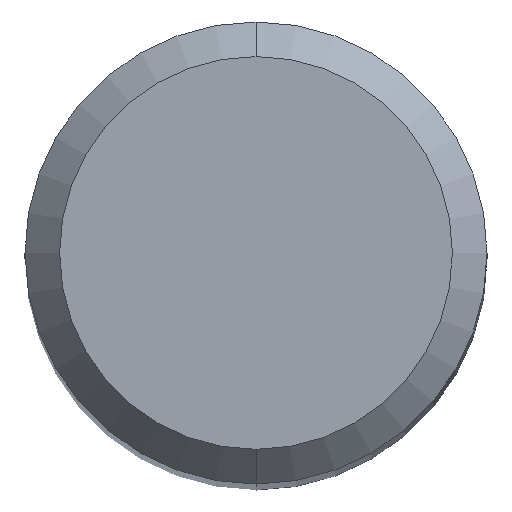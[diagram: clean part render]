
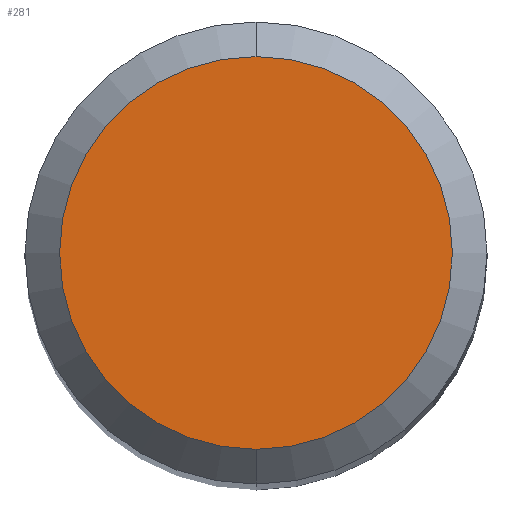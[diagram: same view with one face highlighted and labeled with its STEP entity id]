
A CAD part, top view. The second image highlights one B-rep face of the part: STEP entity #281.
In plain terms, the highlighted planar face has unit normal (0, 0, 1).
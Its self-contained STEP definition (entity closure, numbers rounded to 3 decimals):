
#281=ADVANCED_FACE('',(#651),#652,.T.);
#291=VERTEX_POINT('',#662);
#351=EDGE_CURVE('',#431,#291,#730,.T.);
#431=VERTEX_POINT('',#818);
#509=EDGE_CURVE('',#291,#431,#903,.T.);
#651=FACE_OUTER_BOUND('',#1075,.T.);
#652=PLANE('',#1076);
#662=CARTESIAN_POINT('',(0.,-1.7,0.0));
#730=CIRCLE('',#1233,1.7);
#818=CARTESIAN_POINT('',(0.0,1.7,0.0));
#903=CIRCLE('',#1610,1.7);
#1075=EDGE_LOOP('',(#1781,#1782));
#1076=AXIS2_PLACEMENT_3D('',#1783,#1784,#1785);
#1233=AXIS2_PLACEMENT_3D('',#1866,#1867,#1868);
#1610=AXIS2_PLACEMENT_3D('',#2057,#2058,#2059);
#1781=ORIENTED_EDGE('',*,*,#351,.F.);
#1782=ORIENTED_EDGE('',*,*,#509,.F.);
#1783=CARTESIAN_POINT('',(0.0,0.85,0.0));
#1784=DIRECTION('',(-0.0,0.0,1.0));
#1785=DIRECTION('',(0.0,-1.0,0.0));
#1866=CARTESIAN_POINT('',(0.0,0.0,0.0));
#1867=DIRECTION('',(0.0,0.0,-1.0));
#1868=DIRECTION('',(0.0,1.0,0.0));
#2057=CARTESIAN_POINT('',(0.0,0.0,0.0));
#2058=DIRECTION('',(0.0,0.0,-1.0));
#2059=DIRECTION('',(0.0,1.0,0.0));
